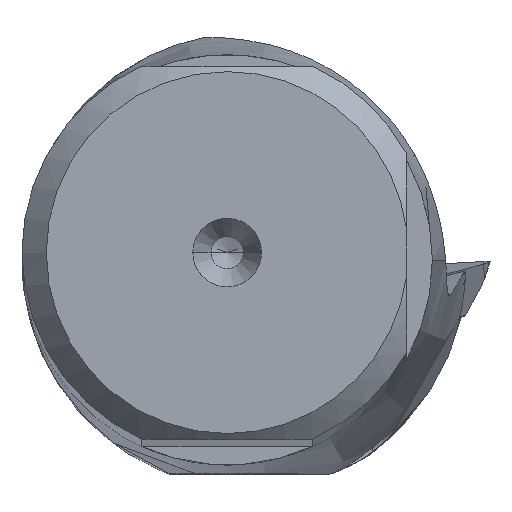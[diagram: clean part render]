
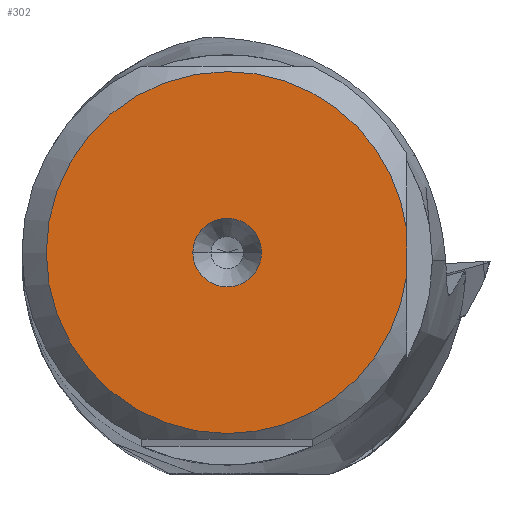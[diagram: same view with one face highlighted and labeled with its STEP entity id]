
A CAD part, top view. The second image highlights one B-rep face of the part: STEP entity #302.
In plain terms, the highlighted planar face has unit normal (0, 0, 1).
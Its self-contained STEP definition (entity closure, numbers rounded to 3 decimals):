
#302=ADVANCED_FACE('',(#393,#394),#370,.T.);
#370=PLANE('',#1928);
#393=FACE_BOUND('',#442,.T.);
#394=FACE_BOUND('',#443,.T.);
#442=EDGE_LOOP('',(#731,#732,#733,#734));
#443=EDGE_LOOP('',(#735,#736));
#731=ORIENTED_EDGE('',*,*,#1302,.F.);
#732=ORIENTED_EDGE('',*,*,#1301,.F.);
#733=ORIENTED_EDGE('',*,*,#1300,.F.);
#734=ORIENTED_EDGE('',*,*,#1307,.F.);
#735=ORIENTED_EDGE('',*,*,#1308,.F.);
#736=ORIENTED_EDGE('',*,*,#1309,.F.);
#1096=VERTEX_POINT('',#3008);
#1097=VERTEX_POINT('',#3010);
#1098=VERTEX_POINT('',#3012);
#1099=VERTEX_POINT('',#3014);
#1101=VERTEX_POINT('',#3035);
#1102=VERTEX_POINT('',#3036);
#1300=EDGE_CURVE('',#1096,#1097,#1471,.T.);
#1301=EDGE_CURVE('',#1097,#1098,#1472,.T.);
#1302=EDGE_CURVE('',#1098,#1099,#1473,.T.);
#1307=EDGE_CURVE('',#1099,#1096,#1615,.T.);
#1308=EDGE_CURVE('',#1101,#1102,#1474,.T.);
#1309=EDGE_CURVE('',#1102,#1101,#1475,.T.);
#1471=CIRCLE('',#1919,11.2);
#1472=CIRCLE('',#1920,11.2);
#1473=CIRCLE('',#1921,11.2);
#1474=CIRCLE('',#1926,2.125);
#1475=CIRCLE('',#1927,2.125);
#1615=LINE('',#3032,#1726);
#1726=VECTOR('',#2295,1.);
#1919=AXIS2_PLACEMENT_3D('',#3009,#2282,#2283);
#1920=AXIS2_PLACEMENT_3D('',#3011,#2284,#2285);
#1921=AXIS2_PLACEMENT_3D('',#3013,#2286,#2287);
#1926=AXIS2_PLACEMENT_3D('',#3034,#2298,#2299);
#1927=AXIS2_PLACEMENT_3D('',#3037,#2300,#2301);
#1928=AXIS2_PLACEMENT_3D('',#3038,#2302,#2303);
#2282=DIRECTION('',(0.,0.,-1.));
#2283=DIRECTION('',(0.992,-0.127,0.));
#2284=DIRECTION('',(0.,0.,-1.));
#2285=DIRECTION('',(0.,-1.,0.));
#2286=DIRECTION('',(0.,0.,-1.));
#2287=DIRECTION('',(0.,1.,0.));
#2295=DIRECTION('',(0.,-1.,0.));
#2298=DIRECTION('',(0.,0.,1.));
#2299=DIRECTION('',(-1.,0.,0.));
#2300=DIRECTION('',(0.,0.,1.));
#2301=DIRECTION('',(1.,0.,0.));
#2302=DIRECTION('',(0.,0.,1.));
#2303=DIRECTION('',(1.,0.,0.));
#3008=CARTESIAN_POINT('',(11.11,-1.417,0.));
#3009=CARTESIAN_POINT('',(0.,0.,0.));
#3010=CARTESIAN_POINT('',(0.,-11.2,0.));
#3011=CARTESIAN_POINT('',(0.,0.,0.));
#3012=CARTESIAN_POINT('',(0.,11.2,0.));
#3013=CARTESIAN_POINT('',(0.,0.,0.));
#3014=CARTESIAN_POINT('',(11.11,1.417,0.));
#3032=CARTESIAN_POINT('',(11.11,1.417,0.));
#3034=CARTESIAN_POINT('',(0.,0.,0.));
#3035=CARTESIAN_POINT('',(-2.125,0.,0.));
#3036=CARTESIAN_POINT('',(2.125,0.,0.));
#3037=CARTESIAN_POINT('',(0.,0.,0.));
#3038=CARTESIAN_POINT('',(-0.045,0.,0.));
